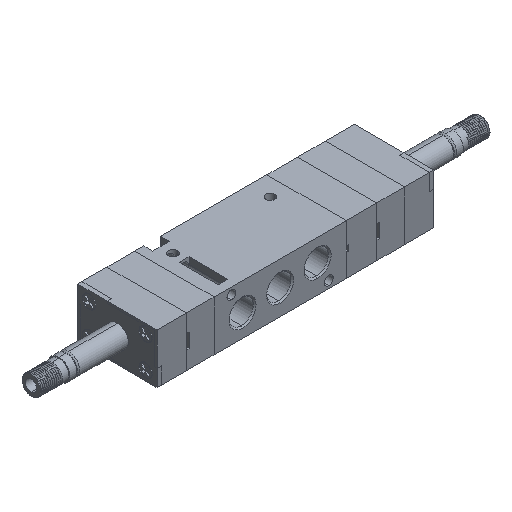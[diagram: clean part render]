
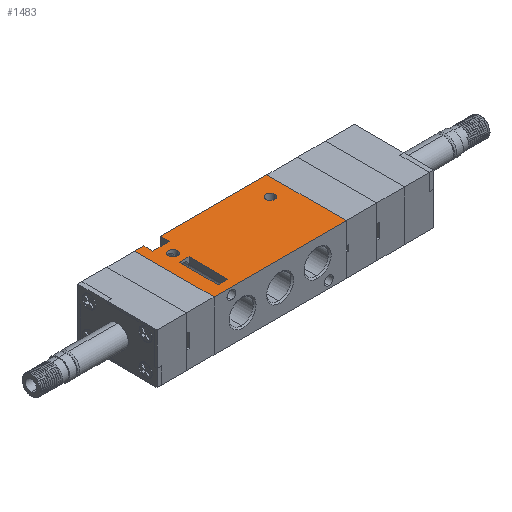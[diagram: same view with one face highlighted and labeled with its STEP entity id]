
A CAD part, isometric view. The second image highlights one B-rep face of the part: STEP entity #1483.
In plain terms, the highlighted planar face has unit normal (0, 0, 1).
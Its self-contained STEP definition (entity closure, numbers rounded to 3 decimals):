
#539 = EDGE_LOOP ( 'NONE', ( #3650, #3649, #3648, #3647, #3646, #3645, #3644, #3643 ) ) ;
#555 = EDGE_LOOP ( 'NONE', ( #3642, #3641, #3640, #3639 ) ) ;
#588 = EDGE_LOOP ( 'NONE', ( #3652, #3651 ) ) ;
#951 = VERTEX_POINT ( 'NONE', #1116 ) ;
#1079 = VERTEX_POINT ( 'NONE', #1336 ) ;
#1116 = CARTESIAN_POINT ( 'NONE',  ( 19.1, -7.5, 9. ) ) ;
#1151 = DIRECTION ( 'NONE',  ( 1., 0., 0. ) ) ;
#1152 = DIRECTION ( 'NONE',  ( 0., 0., 1. ) ) ;
#1153 = CARTESIAN_POINT ( 'NONE',  ( -23.75, -28.5, 9. ) ) ;
#1154 = PLANE ( 'NONE',  #2029 ) ;
#1231 = VERTEX_POINT ( 'NONE', #1286 ) ;
#1260 = CARTESIAN_POINT ( 'NONE',  ( -19.1, -7.5, 9. ) ) ;
#1265 = VERTEX_POINT ( 'NONE', #1260 ) ;
#1286 = CARTESIAN_POINT ( 'NONE',  ( -15.9, -7.5, 9. ) ) ;
#1336 = CARTESIAN_POINT ( 'NONE',  ( 15.9, -7.5, 9. ) ) ;
#1483 = ADVANCED_FACE ( 'NONE', ( #2267, #2266, #2265, #2264 ), #1154, .T. ) ;
#1738 = EDGE_CURVE ( 'NONE', #1079, #951, #2788, .T. ) ;
#1748 = EDGE_CURVE ( 'NONE', #1265, #1231, #2798, .T. ) ;
#1811 = EDGE_CURVE ( 'NONE', #951, #1079, #2884, .T. ) ;
#1812 = EDGE_CURVE ( 'NONE', #1231, #1265, #2886, .T. ) ;
#1813 = EDGE_CURVE ( 'NONE', #4107, #4126, #2885, .T. ) ;
#1814 = EDGE_CURVE ( 'NONE', #4131, #4107, #2888, .T. ) ;
#1815 = EDGE_CURVE ( 'NONE', #4131, #4130, #2890, .T. ) ;
#1816 = EDGE_CURVE ( 'NONE', #4095, #4130, #2892, .T. ) ;
#1817 = EDGE_CURVE ( 'NONE', #4249, #4095, #2894, .T. ) ;
#1818 = EDGE_CURVE ( 'NONE', #4249, #4253, #2896, .T. ) ;
#1819 = EDGE_CURVE ( 'NONE', #4253, #4248, #2898, .T. ) ;
#1820 = EDGE_CURVE ( 'NONE', #4126, #4248, #2900, .T. ) ;
#1821 = EDGE_CURVE ( 'NONE', #4109, #4247, #2902, .T. ) ;
#1822 = EDGE_CURVE ( 'NONE', #4118, #4109, #2904, .T. ) ;
#1823 = EDGE_CURVE ( 'NONE', #4118, #4125, #2906, .T. ) ;
#1824 = EDGE_CURVE ( 'NONE', #4125, #4247, #2908, .T. ) ;
#2029 = AXIS2_PLACEMENT_3D ( 'NONE', #1153, #1152, #1151 ) ;
#2264 = FACE_BOUND ( 'NONE', #555, .T. ) ;
#2265 = FACE_OUTER_BOUND ( 'NONE', #539, .T. ) ;
#2266 = FACE_BOUND ( 'NONE', #588, .T. ) ;
#2267 = FACE_BOUND ( 'NONE', #8811, .T. ) ;
#2788 = CIRCLE ( 'NONE', #3744, 1.6 ) ;
#2798 = CIRCLE ( 'NONE', #3746, 1.6 ) ;
#2884 = CIRCLE ( 'NONE', #3767, 1.6 ) ;
#2885 = LINE ( 'NONE', #7683, #2887 ) ;
#2886 = CIRCLE ( 'NONE', #3768, 1.6 ) ;
#2887 = VECTOR ( 'NONE', #7681, 1000. ) ;
#2888 = LINE ( 'NONE', #7680, #2889 ) ;
#2889 = VECTOR ( 'NONE', #7678, 1000. ) ;
#2890 = LINE ( 'NONE', #7677, #2891 ) ;
#2891 = VECTOR ( 'NONE', #7675, 1000. ) ;
#2892 = LINE ( 'NONE', #7674, #2893 ) ;
#2893 = VECTOR ( 'NONE', #7672, 1000. ) ;
#2894 = LINE ( 'NONE', #7669, #2895 ) ;
#2895 = VECTOR ( 'NONE', #7668, 1000. ) ;
#2896 = LINE ( 'NONE', #7667, #2897 ) ;
#2897 = VECTOR ( 'NONE', #7666, 1000. ) ;
#2898 = LINE ( 'NONE', #7665, #2899 ) ;
#2899 = VECTOR ( 'NONE', #7664, 1000. ) ;
#2900 = LINE ( 'NONE', #7663, #2901 ) ;
#2901 = VECTOR ( 'NONE', #7662, 1000. ) ;
#2902 = LINE ( 'NONE', #7661, #2903 ) ;
#2903 = VECTOR ( 'NONE', #7660, 1000. ) ;
#2904 = LINE ( 'NONE', #7658, #2905 ) ;
#2905 = VECTOR ( 'NONE', #7657, 1000. ) ;
#2906 = LINE ( 'NONE', #7655, #2907 ) ;
#2907 = VECTOR ( 'NONE', #7654, 1000. ) ;
#2908 = LINE ( 'NONE', #7652, #2909 ) ;
#2909 = VECTOR ( 'NONE', #7651, 1000. ) ;
#3639 = ORIENTED_EDGE ( 'NONE', *, *, #1824, .T. ) ;
#3640 = ORIENTED_EDGE ( 'NONE', *, *, #1823, .T. ) ;
#3641 = ORIENTED_EDGE ( 'NONE', *, *, #1822, .F. ) ;
#3642 = ORIENTED_EDGE ( 'NONE', *, *, #1821, .F. ) ;
#3643 = ORIENTED_EDGE ( 'NONE', *, *, #1820, .F. ) ;
#3644 = ORIENTED_EDGE ( 'NONE', *, *, #1819, .T. ) ;
#3645 = ORIENTED_EDGE ( 'NONE', *, *, #1818, .T. ) ;
#3646 = ORIENTED_EDGE ( 'NONE', *, *, #1817, .F. ) ;
#3647 = ORIENTED_EDGE ( 'NONE', *, *, #1816, .F. ) ;
#3648 = ORIENTED_EDGE ( 'NONE', *, *, #1815, .T. ) ;
#3649 = ORIENTED_EDGE ( 'NONE', *, *, #1814, .F. ) ;
#3650 = ORIENTED_EDGE ( 'NONE', *, *, #1813, .F. ) ;
#3651 = ORIENTED_EDGE ( 'NONE', *, *, #1748, .F. ) ;
#3652 = ORIENTED_EDGE ( 'NONE', *, *, #1812, .F. ) ;
#3653 = ORIENTED_EDGE ( 'NONE', *, *, #1738, .F. ) ;
#3654 = ORIENTED_EDGE ( 'NONE', *, *, #1811, .F. ) ;
#3744 = AXIS2_PLACEMENT_3D ( 'NONE', #7645, #7629, #7994 ) ;
#3746 = AXIS2_PLACEMENT_3D ( 'NONE', #7918, #7917, #7916 ) ;
#3767 = AXIS2_PLACEMENT_3D ( 'NONE', #7689, #7688, #7687 ) ;
#3768 = AXIS2_PLACEMENT_3D ( 'NONE', #7686, #7685, #7684 ) ;
#4095 = VERTEX_POINT ( 'NONE', #6927 ) ;
#4107 = VERTEX_POINT ( 'NONE', #6912 ) ;
#4109 = VERTEX_POINT ( 'NONE', #6909 ) ;
#4118 = VERTEX_POINT ( 'NONE', #6898 ) ;
#4125 = VERTEX_POINT ( 'NONE', #6889 ) ;
#4126 = VERTEX_POINT ( 'NONE', #6888 ) ;
#4130 = VERTEX_POINT ( 'NONE', #6882 ) ;
#4131 = VERTEX_POINT ( 'NONE', #6881 ) ;
#4247 = VERTEX_POINT ( 'NONE', #6728 ) ;
#4248 = VERTEX_POINT ( 'NONE', #6727 ) ;
#4249 = VERTEX_POINT ( 'NONE', #6725 ) ;
#4253 = VERTEX_POINT ( 'NONE', #6720 ) ;
#6720 = CARTESIAN_POINT ( 'NONE',  ( 23.75, -28.5, 9. ) ) ;
#6725 = CARTESIAN_POINT ( 'NONE',  ( -23.75, -28.5, 9. ) ) ;
#6727 = CARTESIAN_POINT ( 'NONE',  ( 23.75, 0., 9. ) ) ;
#6728 = CARTESIAN_POINT ( 'NONE',  ( -19.25, -25.5, 9. ) ) ;
#6881 = CARTESIAN_POINT ( 'NONE',  ( -20.5, -3.2, 9. ) ) ;
#6882 = CARTESIAN_POINT ( 'NONE',  ( -20.5, 0., 9. ) ) ;
#6888 = CARTESIAN_POINT ( 'NONE',  ( -14.5, 0., 9. ) ) ;
#6889 = CARTESIAN_POINT ( 'NONE',  ( -15.75, -25.5, 9. ) ) ;
#6898 = CARTESIAN_POINT ( 'NONE',  ( -15.75, -11.5, 9. ) ) ;
#6909 = CARTESIAN_POINT ( 'NONE',  ( -19.25, -11.5, 9. ) ) ;
#6912 = CARTESIAN_POINT ( 'NONE',  ( -14.5, -3.2, 9. ) ) ;
#6927 = CARTESIAN_POINT ( 'NONE',  ( -23.75, 0., 9. ) ) ;
#7629 = DIRECTION ( 'NONE',  ( 0., 0., 1. ) ) ;
#7645 = CARTESIAN_POINT ( 'NONE',  ( 17.5, -7.5, 9. ) ) ;
#7651 = DIRECTION ( 'NONE',  ( -1., 0., 0. ) ) ;
#7652 = CARTESIAN_POINT ( 'NONE',  ( -15.75, -25.5, 9. ) ) ;
#7654 = DIRECTION ( 'NONE',  ( 0., -1., 0. ) ) ;
#7655 = CARTESIAN_POINT ( 'NONE',  ( -15.75, -11.5, 9. ) ) ;
#7657 = DIRECTION ( 'NONE',  ( -1., 0., 0. ) ) ;
#7658 = CARTESIAN_POINT ( 'NONE',  ( -15.75, -11.5, 9. ) ) ;
#7660 = DIRECTION ( 'NONE',  ( 0., -1., 0. ) ) ;
#7661 = CARTESIAN_POINT ( 'NONE',  ( -19.25, -11.5, 9. ) ) ;
#7662 = DIRECTION ( 'NONE',  ( 1., 0., 0. ) ) ;
#7663 = CARTESIAN_POINT ( 'NONE',  ( -23.75, 0., 9. ) ) ;
#7664 = DIRECTION ( 'NONE',  ( 0., 1., 0. ) ) ;
#7665 = CARTESIAN_POINT ( 'NONE',  ( 23.75, -28.5, 9. ) ) ;
#7666 = DIRECTION ( 'NONE',  ( 1., 0., 0. ) ) ;
#7667 = CARTESIAN_POINT ( 'NONE',  ( -23.75, -28.5, 9. ) ) ;
#7668 = DIRECTION ( 'NONE',  ( 0., 1., 0. ) ) ;
#7669 = CARTESIAN_POINT ( 'NONE',  ( -23.75, -28.5, 9. ) ) ;
#7672 = DIRECTION ( 'NONE',  ( 1., 0., 0. ) ) ;
#7674 = CARTESIAN_POINT ( 'NONE',  ( -23.75, 0., 9. ) ) ;
#7675 = DIRECTION ( 'NONE',  ( 0., 1., 0. ) ) ;
#7677 = CARTESIAN_POINT ( 'NONE',  ( -20.5, -3.2, 9. ) ) ;
#7678 = DIRECTION ( 'NONE',  ( 1., 0., 0. ) ) ;
#7680 = CARTESIAN_POINT ( 'NONE',  ( -20.5, -3.2, 9. ) ) ;
#7681 = DIRECTION ( 'NONE',  ( 0., 1., 0. ) ) ;
#7683 = CARTESIAN_POINT ( 'NONE',  ( -14.5, -3.2, 9. ) ) ;
#7684 = DIRECTION ( 'NONE',  ( 1., 0., 0. ) ) ;
#7685 = DIRECTION ( 'NONE',  ( 0., 0., 1. ) ) ;
#7686 = CARTESIAN_POINT ( 'NONE',  ( -17.5, -7.5, 9. ) ) ;
#7687 = DIRECTION ( 'NONE',  ( 1., 0., 0. ) ) ;
#7688 = DIRECTION ( 'NONE',  ( 0., 0., 1. ) ) ;
#7689 = CARTESIAN_POINT ( 'NONE',  ( 17.5, -7.5, 9. ) ) ;
#7916 = DIRECTION ( 'NONE',  ( 1., 0., 0. ) ) ;
#7917 = DIRECTION ( 'NONE',  ( 0., 0., 1. ) ) ;
#7918 = CARTESIAN_POINT ( 'NONE',  ( -17.5, -7.5, 9. ) ) ;
#7994 = DIRECTION ( 'NONE',  ( 1., 0., 0. ) ) ;
#8811 = EDGE_LOOP ( 'NONE', ( #3654, #3653 ) ) ;
